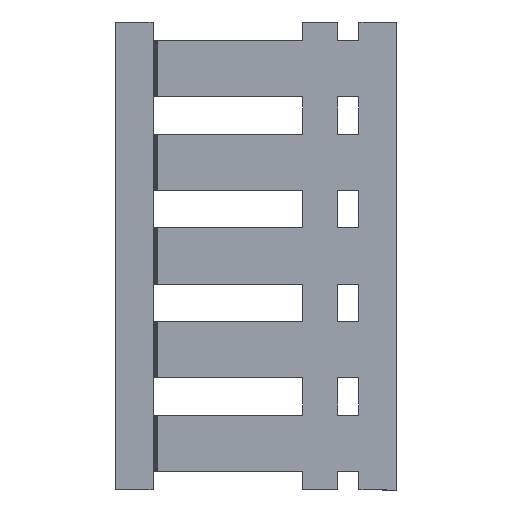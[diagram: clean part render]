
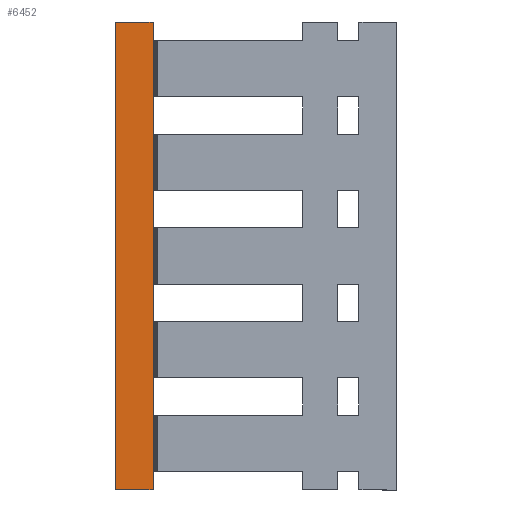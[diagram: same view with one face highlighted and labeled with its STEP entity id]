
A CAD part, left-side view. The second image highlights one B-rep face of the part: STEP entity #6452.
In plain terms, the highlighted planar face has unit normal (-1, 0, 0).
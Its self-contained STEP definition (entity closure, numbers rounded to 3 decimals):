
#284 = VECTOR ( 'NONE', #5773, 1000. ) ;
#334 = PLANE ( 'NONE',  #3303 ) ;
#721 = VERTEX_POINT ( 'NONE', #2286 ) ;
#770 = CARTESIAN_POINT ( 'NONE',  ( -20., 52., -96.25 ) ) ;
#848 = ORIENTED_EDGE ( 'NONE', *, *, #4561, .T. ) ;
#1074 = VERTEX_POINT ( 'NONE', #5720 ) ;
#1195 = LINE ( 'NONE', #4854, #2901 ) ;
#1309 = CARTESIAN_POINT ( 'NONE',  ( -20., 60., -96.25 ) ) ;
#1358 = CARTESIAN_POINT ( 'NONE',  ( -20., -40., 3.75 ) ) ;
#1501 = EDGE_CURVE ( 'NONE', #4595, #1074, #4676, .T. ) ;
#1920 = DIRECTION ( 'NONE',  ( -1., 0., 0. ) ) ;
#1994 = CARTESIAN_POINT ( 'NONE',  ( -20., 60., -96.25 ) ) ;
#2000 = CARTESIAN_POINT ( 'NONE',  ( -20., 52., -96.25 ) ) ;
#2085 = ORIENTED_EDGE ( 'NONE', *, *, #3773, .T. ) ;
#2286 = CARTESIAN_POINT ( 'NONE',  ( -20., 60., 3.75 ) ) ;
#2893 = VERTEX_POINT ( 'NONE', #1309 ) ;
#2901 = VECTOR ( 'NONE', #5467, 1000. ) ;
#2953 = LINE ( 'NONE', #6272, #5497 ) ;
#3038 = EDGE_LOOP ( 'NONE', ( #848, #6306, #2085, #4979 ) ) ;
#3170 = EDGE_CURVE ( 'NONE', #2893, #721, #1195, .T. ) ;
#3211 = VECTOR ( 'NONE', #4068, 1000. ) ;
#3303 = AXIS2_PLACEMENT_3D ( 'NONE', #1994, #1920, #4607 ) ;
#3473 = LINE ( 'NONE', #1358, #3211 ) ;
#3482 = DIRECTION ( 'NONE',  ( 0., -1., 0. ) ) ;
#3773 = EDGE_CURVE ( 'NONE', #1074, #721, #3473, .T. ) ;
#4068 = DIRECTION ( 'NONE',  ( 0., 1., 0. ) ) ;
#4561 = EDGE_CURVE ( 'NONE', #2893, #4595, #2953, .T. ) ;
#4595 = VERTEX_POINT ( 'NONE', #770 ) ;
#4607 = DIRECTION ( 'NONE',  ( 0., 0., 1. ) ) ;
#4676 = LINE ( 'NONE', #2000, #284 ) ;
#4854 = CARTESIAN_POINT ( 'NONE',  ( -20., 60., -96.25 ) ) ;
#4979 = ORIENTED_EDGE ( 'NONE', *, *, #3170, .F. ) ;
#5467 = DIRECTION ( 'NONE',  ( 0., 0., 1. ) ) ;
#5497 = VECTOR ( 'NONE', #3482, 1000. ) ;
#5720 = CARTESIAN_POINT ( 'NONE',  ( -20., 52., 3.75 ) ) ;
#5773 = DIRECTION ( 'NONE',  ( 0., 0., 1. ) ) ;
#6272 = CARTESIAN_POINT ( 'NONE',  ( -20., 60., -96.25 ) ) ;
#6306 = ORIENTED_EDGE ( 'NONE', *, *, #1501, .T. ) ;
#6452 = ADVANCED_FACE ( 'NONE', ( #6820 ), #334, .T. ) ;
#6820 = FACE_OUTER_BOUND ( 'NONE', #3038, .T. ) ;
